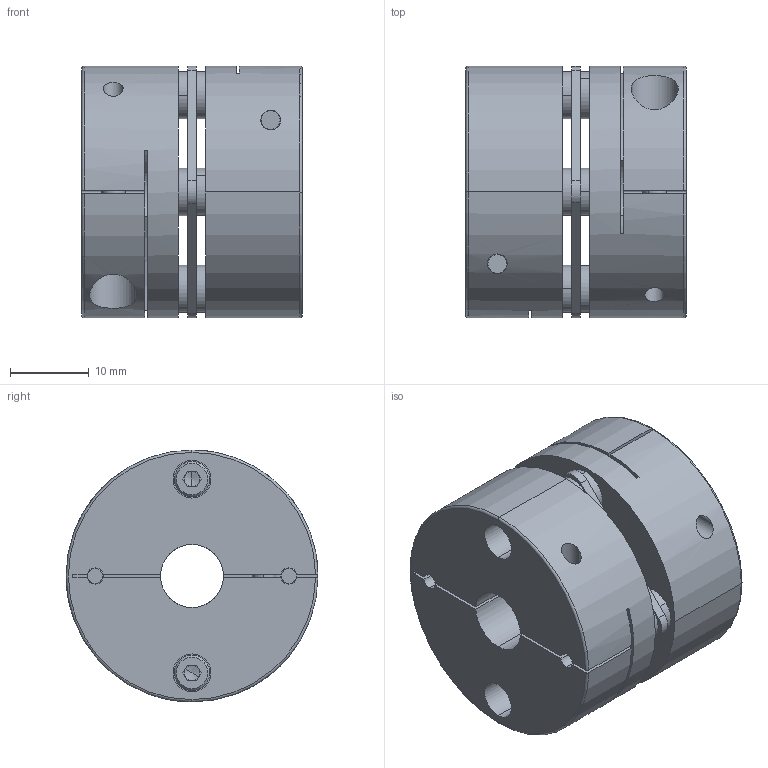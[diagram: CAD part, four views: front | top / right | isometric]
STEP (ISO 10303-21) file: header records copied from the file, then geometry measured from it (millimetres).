
FILE_DESCRIPTION (( 'STEP AP203' ), '1' );
FILE_NAME ('E-LMCPS32-8-10_203.STEP', '2023-06-16T03:33:18', ( '' ), ( '' ), 'SwSTEP 2.0', 'SolidWorks 2017', '' );
FILE_SCHEMA (( 'CONFIG_CONTROL_DESIGN' ));
Length unit declared in the file: millimetre
Products named in the file (7): R_E-LMCPS32-8-10; PLATE_E-LMCPS32-8-10; E-LMCPS32-8-10_203; NEZI-1_E-LMCPS32-8-10; L_E-LMCPS32-8-10; BUSH_E-LMCPS32-8-10; NEZI-2_E-LMCPS32-8-10
Assembly tree (17 placements, depth 2):
  E-LMCPS32-8-10_203
    L_E-LMCPS32-8-10
    BUSH_E-LMCPS32-8-10  x8
    PLATE_E-LMCPS32-8-10
    R_E-LMCPS32-8-10
    NEZI-1_E-LMCPS32-8-10  x4
    NEZI-2_E-LMCPS32-8-10  x2
Bounding box: 28 x 32 x 32 mm (x, y, z)
Volume: 17088.9 mm3; surface area: 11602.2 mm2
Topology: 17 solids, 17 shells, 314 faces, 752 edges, 470 vertices
Faces by surface type: plane 144, cylinder 128, cone 36, torus 6
Entity records: 6735 total; most frequent: CARTESIAN_POINT 1166, DIRECTION 1038, ORIENTED_EDGE 896, EDGE_CURVE 448, AXIS2_PLACEMENT_3D 410, VERTEX_POINT 290, VECTOR 218, EDGE_LOOP 218
